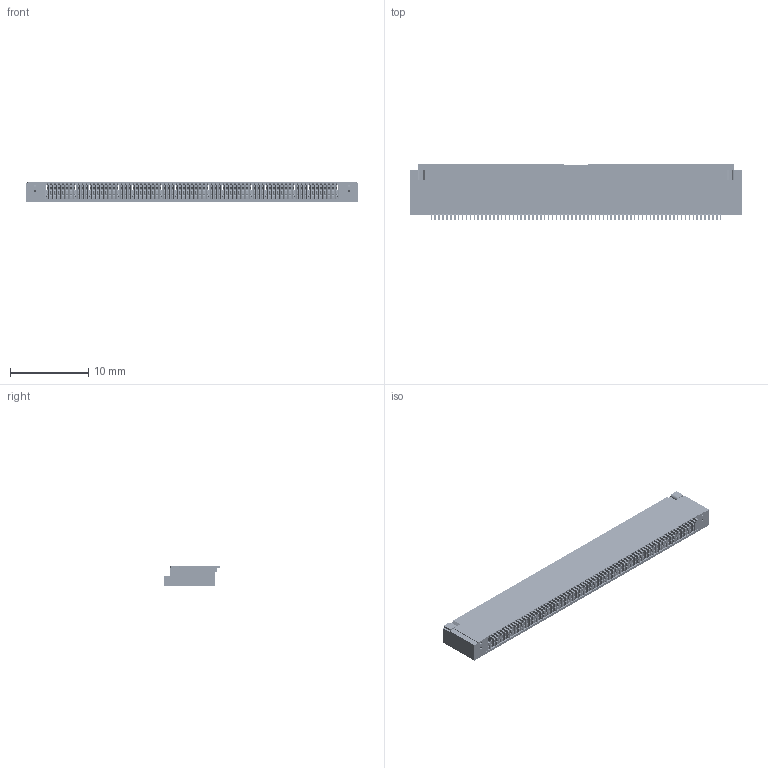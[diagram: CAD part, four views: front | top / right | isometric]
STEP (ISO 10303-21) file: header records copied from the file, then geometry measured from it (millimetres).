
FILE_DESCRIPTION((''),'2;1');
FILE_NAME('FPC05-255H-COVER-75P_ASM','2022-12-19T15:48:07',('Administrator'),(''),'CREO PARAMETRIC BY PTC INC, 2020033','CREO PARAMETRIC BY PTC INC, 2020033','');
FILE_SCHEMA(('CONFIG_CONTROL_DESIGN'));
Products named in the file (1): FPC05-255H-COVER-75P_ASM
Bounding box: 42.45 x 7.25 x 2.55 mm (x, y, z)
Volume: 426.2 mm3; surface area: 2849.7 mm2
Topology: 1 solids, 1 shells, 6294 faces, 19332 edges, 12508 vertices
Faces by surface type: plane 3305, cylinder 2687, sphere 150, torus 150, bspline 2
Entity records: 218249 total; most frequent: CARTESIAN_POINT 41563, ORIENTED_EDGE 38664, DIRECTION 36598, EDGE_CURVE 19332, VECTOR 13122, LINE 13122, VERTEX_POINT 12508, AXIS2_PLACEMENT_3D 11738
